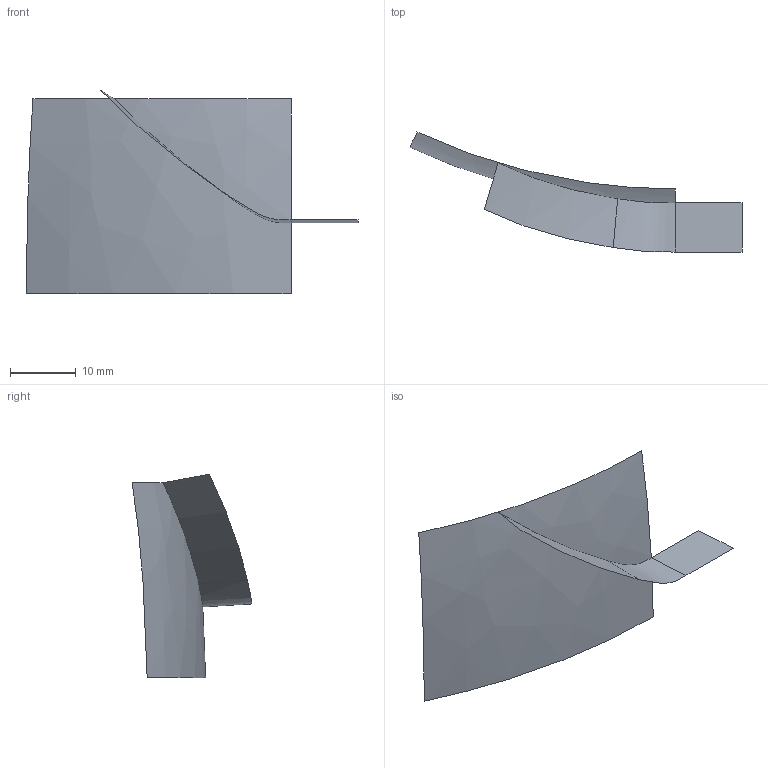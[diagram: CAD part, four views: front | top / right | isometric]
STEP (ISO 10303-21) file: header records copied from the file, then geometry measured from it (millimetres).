
FILE_DESCRIPTION(/* description */ (''),/* implementation_level */ '2;1');
FILE_NAME(/* name */ 'hmmmmm',/* time_stamp */ '2020-06-29T21:03:56+02:00',/* author */ (''),/* organization */ (''),/* preprocessor_version */ 'ST-DEVELOPER v16.5',/* originating_system */ '',/* authorisation */ '');
FILE_SCHEMA (('AUTOMOTIVE_DESIGN_CC2'));
Length unit declared in the file: millimetre
Products named in the file (1): Document
Bounding box: 50.64 x 18.27 x 31.07 mm (x, y, z)
Surface area: 1579 mm2 (no closed solid volume)
Topology: 0 solids, 4 shells, 4 faces, 16 edges, 16 vertices
Faces by surface type: bspline 3, plane 1
Entity records: 234 total; most frequent: CARTESIAN_POINT 112, ORIENTED_EDGE 16, EDGE_CURVE 16, VERTEX_POINT 16, B_SPLINE_CURVE_WITH_KNOTS 14, DIRECTION 5, PRESENTATION_LAYER_ASSIGNMENT 4, SHELL_BASED_SURFACE_MODEL 4
